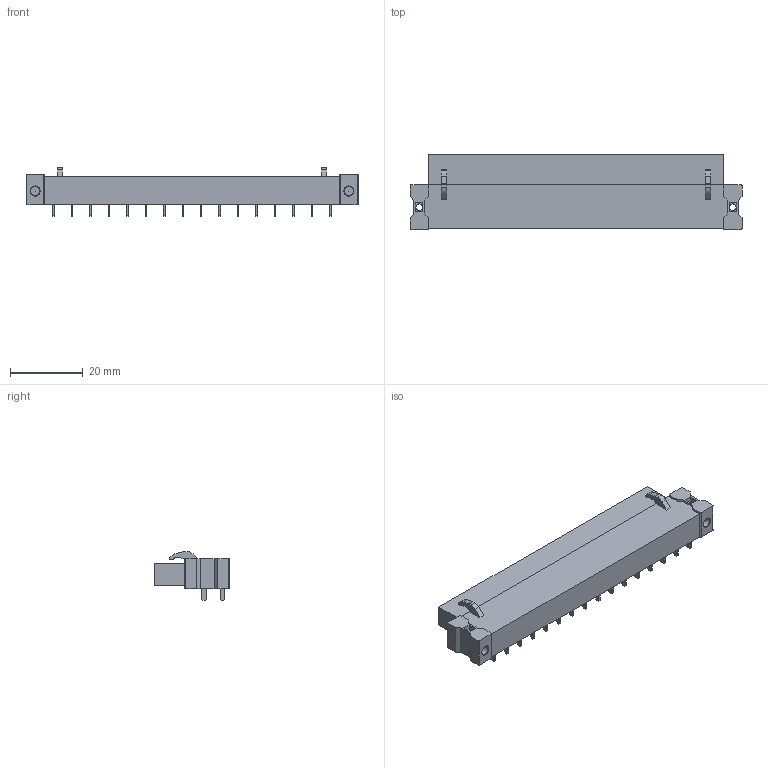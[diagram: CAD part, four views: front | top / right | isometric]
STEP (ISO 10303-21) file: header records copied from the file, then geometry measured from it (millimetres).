
FILE_DESCRIPTION(('CATIA V5 STEP','CAx-IF Rec.Pracs.--- Model Styling and Organization---1.2---2011-12-15'),'2;1');
FILE_NAME ('D1457329_0_1843890000_1843890000.stp','2018-09-01T03:06:43+00:00',('none'),('Weidmueller'),'CATIA Version 5-6 Release 2014','CATIA V5 STEP AP214','none');
FILE_SCHEMA(('AUTOMOTIVE_DESIGN { 1 0 10303 214 1 1 1 1 }'));
Length unit declared in the file: millimetre
Products named in the file (1): 1843890000
Bounding box: 91.44 x 20.65 x 13.48 mm (x, y, z)
Volume: 12247.3 mm3; surface area: 6283.3 mm2
Topology: 33 solids, 33 shells, 596 faces, 1406 edges, 934 vertices
Faces by surface type: plane 514, cylinder 42, cone 40
Entity records: 15406 total; most frequent: ORIENTED_EDGE 2812, CARTESIAN_POINT 2668, DIRECTION 2060, EDGE_CURVE 1406, VECTOR 1250, LINE 1250, VERTEX_POINT 934, EDGE_LOOP 666
